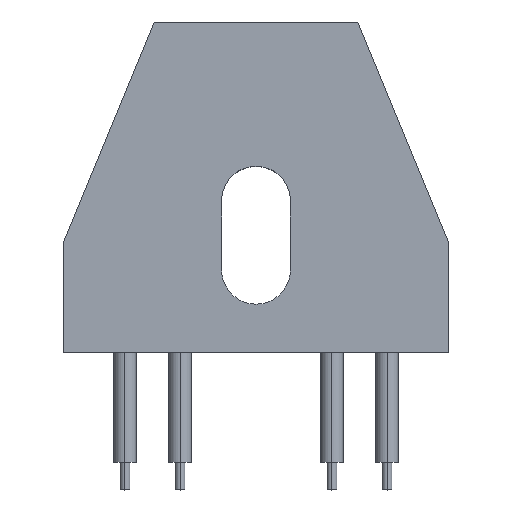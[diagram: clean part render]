
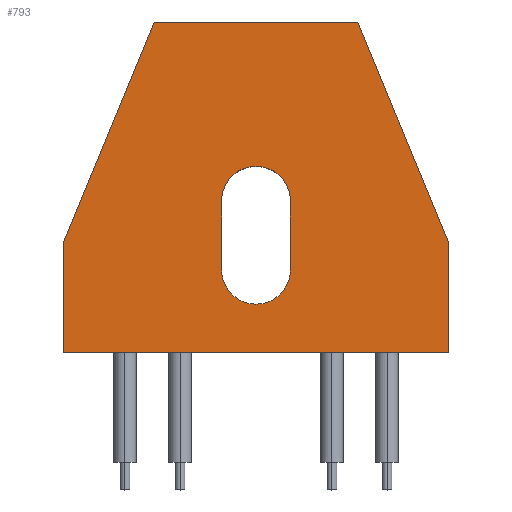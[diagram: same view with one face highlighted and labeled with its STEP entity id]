
A CAD part, top view. The second image highlights one B-rep face of the part: STEP entity #793.
In plain terms, the highlighted planar face has unit normal (0, 0, 1).
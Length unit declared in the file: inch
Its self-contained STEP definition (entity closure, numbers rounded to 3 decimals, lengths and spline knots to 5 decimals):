
#6 = CARTESIAN_POINT ( 'NONE',  ( -0.35, 0.2, 0.1 ) ) ;
#7 = ORIENTED_EDGE ( 'NONE', *, *, #1084, .T. ) ;
#17 = CARTESIAN_POINT ( 'NONE',  ( -0.185, 0.6, 0.1 ) ) ;
#88 = FACE_OUTER_BOUND ( 'NONE', #976, .T. ) ;
#124 = FACE_BOUND ( 'NONE', #1031, .T. ) ;
#145 = CARTESIAN_POINT ( 'NONE',  ( 0.35, 0., 0.1 ) ) ;
#174 = CARTESIAN_POINT ( 'NONE',  ( 0., 0.15, 0.1 ) ) ;
#175 = CARTESIAN_POINT ( 'NONE',  ( 0.185, 0.6, 0.1 ) ) ;
#233 = ORIENTED_EDGE ( 'NONE', *, *, #1186, .F. ) ;
#235 = PLANE ( 'NONE',  #975 ) ;
#258 = CARTESIAN_POINT ( 'NONE',  ( 0.35, 0.2, 0.1 ) ) ;
#272 = CARTESIAN_POINT ( 'NONE',  ( 0.0626, 0.2752, 0.1 ) ) ;
#275 = ORIENTED_EDGE ( 'NONE', *, *, #1137, .T. ) ;
#279 = LINE ( 'NONE', #750, #943 ) ;
#282 = LINE ( 'NONE', #272, #824 ) ;
#285 = DIRECTION ( 'NONE',  ( 1., 0., 0. ) ) ;
#315 = VERTEX_POINT ( 'NONE', #1231 ) ;
#357 = DIRECTION ( 'NONE',  ( -0.381, -0.924, 0. ) ) ;
#377 = VECTOR ( 'NONE', #845, 39.37008 ) ;
#396 = AXIS2_PLACEMENT_3D ( 'NONE', #174, #990, #285 ) ;
#445 = LINE ( 'NONE', #1347, #752 ) ;
#500 = VECTOR ( 'NONE', #853, 39.37008 ) ;
#504 = VECTOR ( 'NONE', #968, 39.37008 ) ;
#523 = VECTOR ( 'NONE', #1065, 39.37008 ) ;
#537 = LINE ( 'NONE', #258, #377 ) ;
#540 = CARTESIAN_POINT ( 'NONE',  ( 0.0626, 0.2752, 0.1 ) ) ;
#542 = VECTOR ( 'NONE', #357, 39.37008 ) ;
#545 = LINE ( 'NONE', #145, #504 ) ;
#554 = VERTEX_POINT ( 'NONE', #540 ) ;
#570 = LINE ( 'NONE', #6, #542 ) ;
#579 = LINE ( 'NONE', #715, #523 ) ;
#610 = DIRECTION ( 'NONE',  ( 0., 0., 1. ) ) ;
#646 = ORIENTED_EDGE ( 'NONE', *, *, #1193, .F. ) ;
#653 = CARTESIAN_POINT ( 'NONE',  ( -0.0626, 0.2752, 0.1 ) ) ;
#689 = VERTEX_POINT ( 'NONE', #848 ) ;
#690 = DIRECTION ( 'NONE',  ( 0., 0., -1. ) ) ;
#709 = VERTEX_POINT ( 'NONE', #1475 ) ;
#715 = CARTESIAN_POINT ( 'NONE',  ( -0.35, 0., 0.1 ) ) ;
#750 = CARTESIAN_POINT ( 'NONE',  ( -0.0626, 0.2752, 0.1 ) ) ;
#751 = CARTESIAN_POINT ( 'NONE',  ( -0.185, 0.6, 0.1 ) ) ;
#752 = VECTOR ( 'NONE', #1219, 39.37008 ) ;
#760 = CIRCLE ( 'NONE', #396, 0.0626 ) ;
#793 = ADVANCED_FACE ( 'NONE', ( #88, #124 ), #235, .F. ) ;
#814 = ORIENTED_EDGE ( 'NONE', *, *, #1112, .T. ) ;
#824 = VECTOR ( 'NONE', #1194, 39.37008 ) ;
#845 = DIRECTION ( 'NONE',  ( -0.381, 0.924, 0. ) ) ;
#848 = CARTESIAN_POINT ( 'NONE',  ( -0.35, 0.2, 0.1 ) ) ;
#853 = DIRECTION ( 'NONE',  ( -1., 0., 0. ) ) ;
#876 = DIRECTION ( 'NONE',  ( 0., -1., 0. ) ) ;
#879 = CARTESIAN_POINT ( 'NONE',  ( -0.0626, 0.15, 0.1 ) ) ;
#943 = VECTOR ( 'NONE', #876, 39.37008 ) ;
#959 = VERTEX_POINT ( 'NONE', #1318 ) ;
#968 = DIRECTION ( 'NONE',  ( 0., 1., 0. ) ) ;
#975 = AXIS2_PLACEMENT_3D ( 'NONE', #1164, #690, #1506 ) ;
#976 = EDGE_LOOP ( 'NONE', ( #1119, #7, #1295, #814, #1266, #275 ) ) ;
#990 = DIRECTION ( 'NONE',  ( 0., 0., 1. ) ) ;
#1031 = EDGE_LOOP ( 'NONE', ( #1421, #1269, #233, #646 ) ) ;
#1039 = EDGE_CURVE ( 'NONE', #959, #315, #445, .T. ) ;
#1065 = DIRECTION ( 'NONE',  ( 0., -1., 0. ) ) ;
#1076 = EDGE_CURVE ( 'NONE', #1429, #689, #570, .T. ) ;
#1084 = EDGE_CURVE ( 'NONE', #689, #959, #579, .T. ) ;
#1112 = EDGE_CURVE ( 'NONE', #315, #1312, #545, .T. ) ;
#1119 = ORIENTED_EDGE ( 'NONE', *, *, #1076, .T. ) ;
#1126 = EDGE_CURVE ( 'NONE', #1312, #1422, #537, .T. ) ;
#1137 = EDGE_CURVE ( 'NONE', #1422, #1429, #1275, .T. ) ;
#1145 = CIRCLE ( 'NONE', #1507, 0.0626 ) ;
#1152 = EDGE_CURVE ( 'NONE', #554, #1488, #1145, .T. ) ;
#1164 = CARTESIAN_POINT ( 'NONE',  ( 0., 0., 0.1 ) ) ;
#1168 = EDGE_CURVE ( 'NONE', #709, #554, #282, .T. ) ;
#1186 = EDGE_CURVE ( 'NONE', #1441, #709, #760, .T. ) ;
#1193 = EDGE_CURVE ( 'NONE', #1488, #1441, #279, .T. ) ;
#1194 = DIRECTION ( 'NONE',  ( 0., 1., 0. ) ) ;
#1219 = DIRECTION ( 'NONE',  ( 1., 0., 0. ) ) ;
#1231 = CARTESIAN_POINT ( 'NONE',  ( 0.35, 0., 0.1 ) ) ;
#1237 = CARTESIAN_POINT ( 'NONE',  ( 0.35, 0.2, 0.1 ) ) ;
#1266 = ORIENTED_EDGE ( 'NONE', *, *, #1126, .T. ) ;
#1269 = ORIENTED_EDGE ( 'NONE', *, *, #1168, .F. ) ;
#1275 = LINE ( 'NONE', #17, #500 ) ;
#1295 = ORIENTED_EDGE ( 'NONE', *, *, #1039, .T. ) ;
#1311 = CARTESIAN_POINT ( 'NONE',  ( 0., 0.2752, 0.1 ) ) ;
#1312 = VERTEX_POINT ( 'NONE', #1237 ) ;
#1318 = CARTESIAN_POINT ( 'NONE',  ( -0.35, 0., 0.1 ) ) ;
#1347 = CARTESIAN_POINT ( 'NONE',  ( 0.35, 0., 0.1 ) ) ;
#1421 = ORIENTED_EDGE ( 'NONE', *, *, #1152, .F. ) ;
#1422 = VERTEX_POINT ( 'NONE', #175 ) ;
#1429 = VERTEX_POINT ( 'NONE', #751 ) ;
#1432 = DIRECTION ( 'NONE',  ( -1., 0., 0. ) ) ;
#1441 = VERTEX_POINT ( 'NONE', #879 ) ;
#1475 = CARTESIAN_POINT ( 'NONE',  ( 0.0626, 0.15, 0.1 ) ) ;
#1488 = VERTEX_POINT ( 'NONE', #653 ) ;
#1506 = DIRECTION ( 'NONE',  ( -1., 0., 0. ) ) ;
#1507 = AXIS2_PLACEMENT_3D ( 'NONE', #1311, #610, #1432 ) ;
